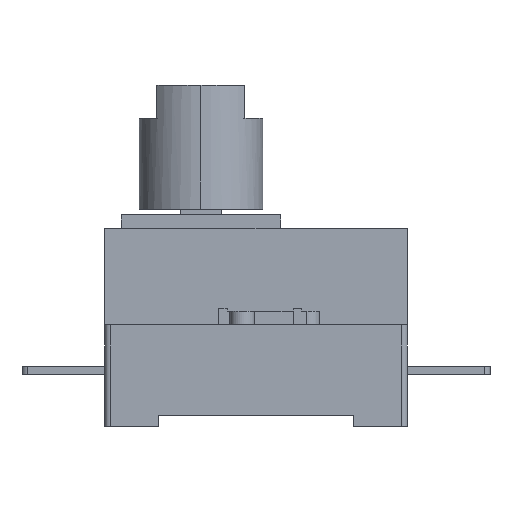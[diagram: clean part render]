
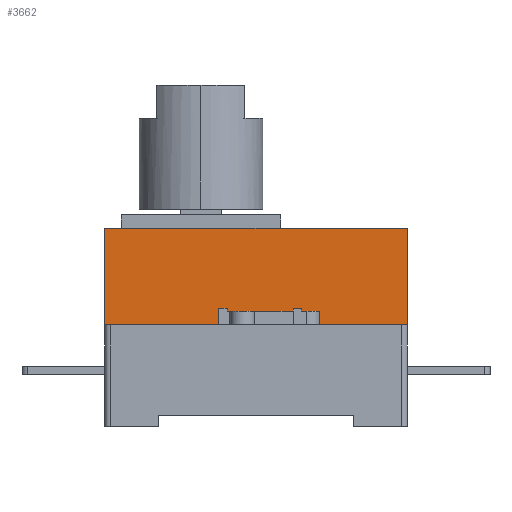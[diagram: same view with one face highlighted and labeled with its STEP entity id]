
A CAD part, left-side view. The second image highlights one B-rep face of the part: STEP entity #3662.
In plain terms, the highlighted planar face has unit normal (-1, 0, 0).
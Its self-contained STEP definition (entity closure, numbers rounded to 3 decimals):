
#90 = LINE ( 'NONE', #170, #369 ) ;
#170 = CARTESIAN_POINT ( 'NONE',  ( -63., 55., 53.5 ) ) ;
#369 = VECTOR ( 'NONE', #6097, 1000. ) ;
#415 = VERTEX_POINT ( 'NONE', #3883 ) ;
#613 = CARTESIAN_POINT ( 'NONE',  ( -63., 55., 18.5 ) ) ;
#1330 = EDGE_CURVE ( 'NONE', #2724, #2634, #90, .T. ) ;
#2039 = CARTESIAN_POINT ( 'NONE',  ( -63., -55., 53.5 ) ) ;
#2418 = CARTESIAN_POINT ( 'NONE',  ( -63., -55., 53.5 ) ) ;
#2546 = DIRECTION ( 'NONE',  ( 0., 0., -1. ) ) ;
#2582 = EDGE_LOOP ( 'NONE', ( #5109, #4543, #4623, #3025 ) ) ;
#2634 = VERTEX_POINT ( 'NONE', #3731 ) ;
#2724 = VERTEX_POINT ( 'NONE', #3200 ) ;
#2880 = DIRECTION ( 'NONE',  ( 0., -1., 0. ) ) ;
#3022 = CARTESIAN_POINT ( 'NONE',  ( -63., 55., 53.5 ) ) ;
#3025 = ORIENTED_EDGE ( 'NONE', *, *, #1330, .T. ) ;
#3200 = CARTESIAN_POINT ( 'NONE',  ( -63., 55., 53.5 ) ) ;
#3339 = LINE ( 'NONE', #613, #5807 ) ;
#3356 = DIRECTION ( 'NONE',  ( 0., -1., 0. ) ) ;
#3509 = CARTESIAN_POINT ( 'NONE',  ( -63., 55., 53.5 ) ) ;
#3599 = VERTEX_POINT ( 'NONE', #2418 ) ;
#3662 = ADVANCED_FACE ( 'NONE', ( #5690 ), #5132, .F. ) ;
#3731 = CARTESIAN_POINT ( 'NONE',  ( -63., 55., 18.5 ) ) ;
#3839 = AXIS2_PLACEMENT_3D ( 'NONE', #3022, #5624, #6181 ) ;
#3883 = CARTESIAN_POINT ( 'NONE',  ( -63., -55., 18.5 ) ) ;
#4221 = EDGE_CURVE ( 'NONE', #2724, #3599, #6155, .T. ) ;
#4427 = EDGE_CURVE ( 'NONE', #2634, #415, #3339, .T. ) ;
#4543 = ORIENTED_EDGE ( 'NONE', *, *, #6060, .F. ) ;
#4623 = ORIENTED_EDGE ( 'NONE', *, *, #4221, .F. ) ;
#5109 = ORIENTED_EDGE ( 'NONE', *, *, #4427, .T. ) ;
#5132 = PLANE ( 'NONE',  #3839 ) ;
#5297 = LINE ( 'NONE', #2039, #6414 ) ;
#5624 = DIRECTION ( 'NONE',  ( 1., 0., 0. ) ) ;
#5690 = FACE_OUTER_BOUND ( 'NONE', #2582, .T. ) ;
#5807 = VECTOR ( 'NONE', #2880, 1000. ) ;
#6060 = EDGE_CURVE ( 'NONE', #3599, #415, #5297, .T. ) ;
#6097 = DIRECTION ( 'NONE',  ( 0., 0., -1. ) ) ;
#6155 = LINE ( 'NONE', #3509, #6426 ) ;
#6181 = DIRECTION ( 'NONE',  ( 0., 0., -1. ) ) ;
#6414 = VECTOR ( 'NONE', #2546, 1000. ) ;
#6426 = VECTOR ( 'NONE', #3356, 1000. ) ;
